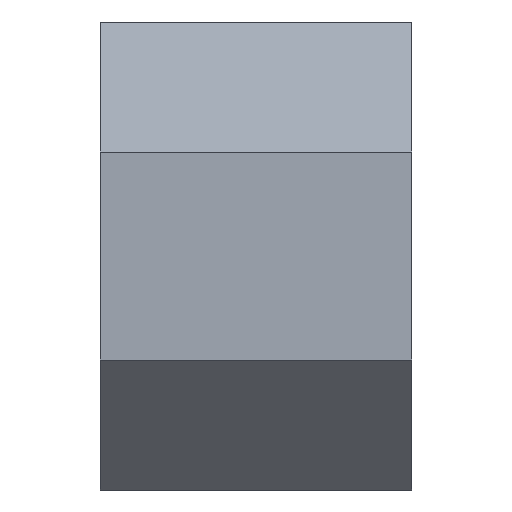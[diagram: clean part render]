
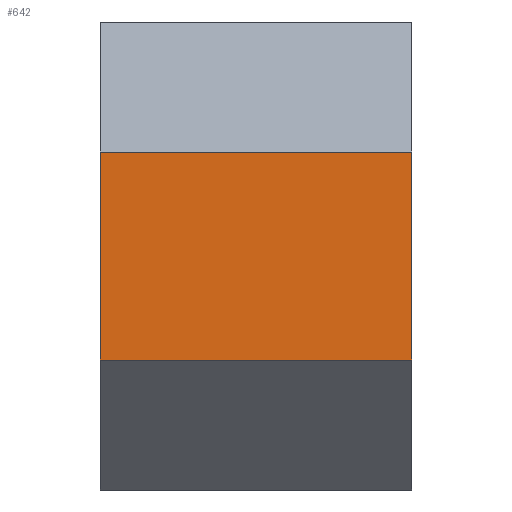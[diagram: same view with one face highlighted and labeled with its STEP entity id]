
A CAD part, front view. The second image highlights one B-rep face of the part: STEP entity #642.
In plain terms, the highlighted planar face has unit normal (0, -1, 0).
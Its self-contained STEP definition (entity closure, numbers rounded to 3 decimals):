
#70=FACE_OUTER_BOUND('',#108,.T.);
#108=EDGE_LOOP('',(#505,#506,#507,#508));
#154=LINE('',#972,#224);
#176=LINE('',#1024,#246);
#178=LINE('',#1028,#248);
#179=LINE('',#1029,#249);
#224=VECTOR('',#779,10.);
#246=VECTOR('',#829,10.);
#248=VECTOR('',#833,10.);
#249=VECTOR('',#834,10.);
#294=VERTEX_POINT('',#969);
#295=VERTEX_POINT('',#971);
#311=VERTEX_POINT('',#1023);
#312=VERTEX_POINT('',#1027);
#358=EDGE_CURVE('',#294,#295,#154,.T.);
#384=EDGE_CURVE('',#295,#311,#176,.T.);
#386=EDGE_CURVE('',#312,#294,#178,.T.);
#387=EDGE_CURVE('',#312,#311,#179,.T.);
#505=ORIENTED_EDGE('',*,*,#384,.F.);
#506=ORIENTED_EDGE('',*,*,#358,.F.);
#507=ORIENTED_EDGE('',*,*,#386,.F.);
#508=ORIENTED_EDGE('',*,*,#387,.T.);
#616=PLANE('',#707);
#642=ADVANCED_FACE('',(#70),#616,.T.);
#707=AXIS2_PLACEMENT_3D('',#1026,#831,#832);
#779=DIRECTION('',(0.,0.,-1.));
#829=DIRECTION('',(-1.,0.,0.));
#831=DIRECTION('center_axis',(0.,-1.,0.));
#832=DIRECTION('ref_axis',(0.,0.,-1.));
#833=DIRECTION('',(1.,0.,0.));
#834=DIRECTION('',(0.,0.,-1.));
#969=CARTESIAN_POINT('',(12.,-32.5,4.));
#971=CARTESIAN_POINT('',(12.,-32.5,-4.));
#972=CARTESIAN_POINT('',(12.,-32.5,9.));
#1023=CARTESIAN_POINT('',(0.,-32.5,-4.));
#1024=CARTESIAN_POINT('',(0.,-32.5,-4.));
#1026=CARTESIAN_POINT('Origin',(0.,-32.5,9.));
#1027=CARTESIAN_POINT('',(0.,-32.5,4.));
#1028=CARTESIAN_POINT('',(0.,-32.5,4.));
#1029=CARTESIAN_POINT('',(0.,-32.5,9.));
